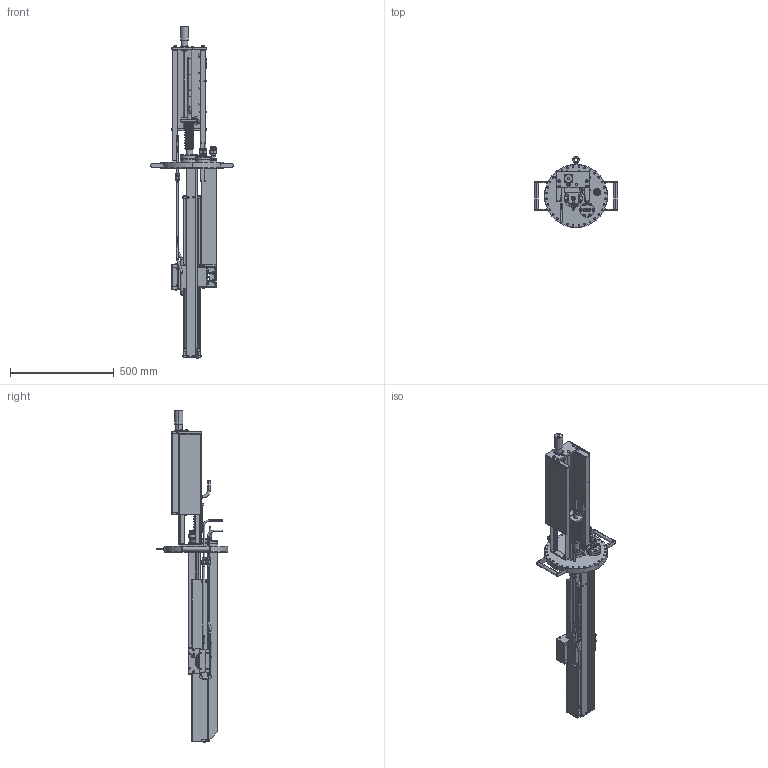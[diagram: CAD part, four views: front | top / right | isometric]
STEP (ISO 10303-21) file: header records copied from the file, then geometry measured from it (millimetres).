
FILE_DESCRIPTION (( 'STEP AP214' ), '1' );
FILE_NAME ('HCL_e-GUN(TM)_75cc_5-POCKET_MOTORIZED_12.0_O.D._SOURCE_FLANGE.STEP', '2019-12-17T21:19:58', ( 'admin' ), ( 'Microsoft' ), 'SwSTEP 2.0', 'SolidWorks 2016', '' );
FILE_SCHEMA (( 'AUTOMOTIVE_DESIGN' ));
Length unit declared in the file: inch
Products named in the file (1): HCL_e-GUN(TM)_75cc_5-POCKET_MOTORIZED_12.0_O.D._SOURCE_FLANGE
Bounding box: 399.07 x 342.26 x 1597.76 mm (x, y, z)
Surface area: 2201077.9 mm2 (no closed solid volume)
Topology: 0 solids, 455 shells, 2065 faces, 8745 edges, 6906 vertices
Faces by surface type: plane 880, cylinder 651, cone 414, sphere 52, torus 44, bspline 24
Entity records: 129583 total; most frequent: CARTESIAN_POINT 30880, DIRECTION 15574, ORIENTED_EDGE 11868, EDGE_CURVE 8712, VERTEX_POINT 6895, AXIS2_PLACEMENT_3D 5635, VECTOR 4304, LINE 4304
